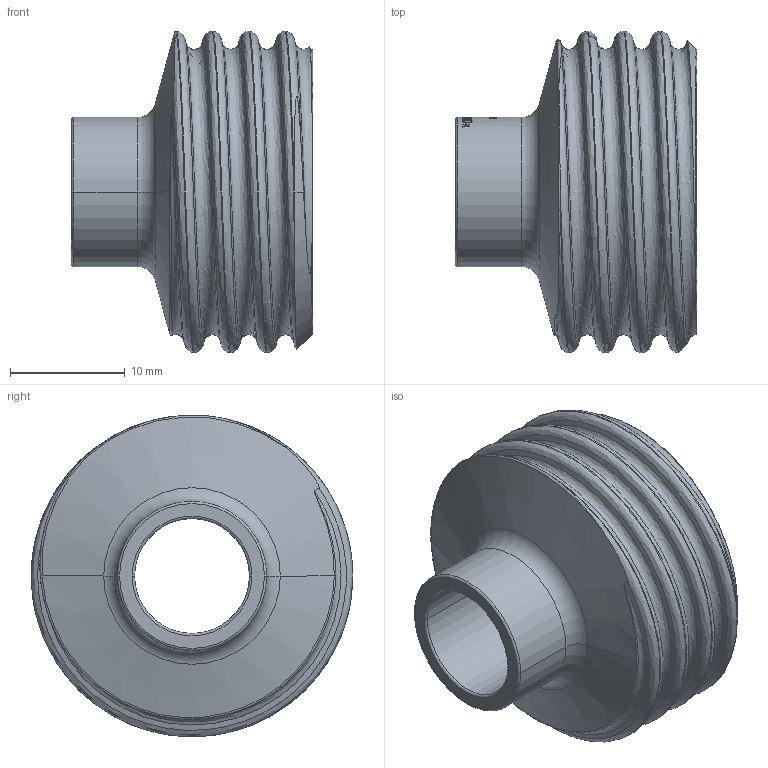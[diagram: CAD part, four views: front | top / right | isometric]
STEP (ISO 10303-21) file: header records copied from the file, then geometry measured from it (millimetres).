
FILE_DESCRIPTION (( 'STEP AP214' ), '1' );
FILE_NAME ('GL-213-010-x Gewindestutzen DIN11851 SC10 x1,5 1709.STEP', '2017-08-29T08:04:43', ( '' ), ( '' ), 'SwSTEP 2.0', 'SolidWorks 2016', '' );
FILE_SCHEMA (( 'AUTOMOTIVE_DESIGN' ));
Length unit declared in the file: millimetre
Products named in the file (1): GL-213-010-x Gewindestutzen DIN11851 SC10 x1,5 1709
Bounding box: 21 x 28 x 27.98 mm (x, y, z)
Volume: 4877.6 mm3; surface area: 3718.6 mm2
Topology: 1 solids, 1 shells, 230 faces, 597 edges, 390 vertices
Faces by surface type: bspline 104, plane 56, cylinder 40, torus 23, cone 7
Entity records: 16718 total; most frequent: CARTESIAN_POINT 10128, ORIENTED_EDGE 1194, DIRECTION 614, EDGE_CURVE 597, VERTEX_POINT 390, B_SPLINE_CURVE_WITH_KNOTS 347, AXIS2_PLACEMENT_3D 255, EDGE_LOOP 253
